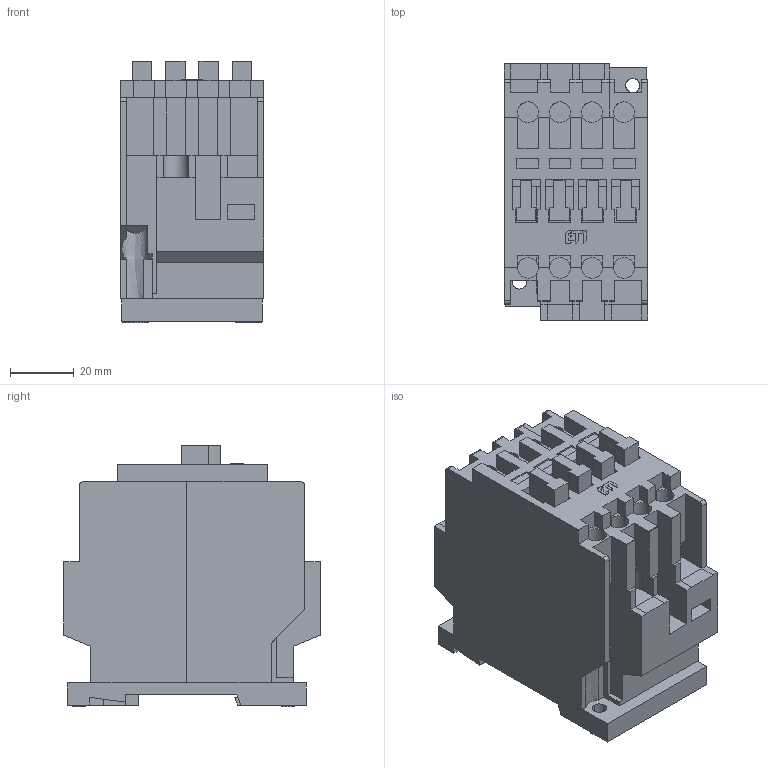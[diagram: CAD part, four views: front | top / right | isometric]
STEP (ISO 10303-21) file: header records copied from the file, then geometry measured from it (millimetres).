
FILE_DESCRIPTION(/* description */ (''),/* implementation_level */ '2;1');
FILE_NAME(/* name */ 'CES 6.10',/* time_stamp */ '2017-09-22T10:34:30+03:00',/* author */ (''),/* organization */ (''),/* preprocessor_version */ 'ST-DEVELOPER v15',/* originating_system */ '',/* authorisation */ '');
FILE_SCHEMA (('AUTOMOTIVE_DESIGN'));
Length unit declared in the file: millimetre
Products named in the file (1): Document
Bounding box: 45 x 80.41 x 81.99 mm (x, y, z)
Volume: 206463.5 mm3; surface area: 36424.4 mm2
Topology: 4 solids, 4 shells, 529 faces, 1401 edges, 907 vertices
Faces by surface type: plane 449, bspline 80
Entity records: 14777 total; most frequent: CARTESIAN_POINT 5765, ORIENTED_EDGE 2802, EDGE_CURVE 1401, VERTEX_POINT 907, B_SPLINE_CURVE_WITH_KNOTS 834, EDGE_LOOP 562, ADVANCED_FACE 529, FACE_OUTER_BOUND 529
